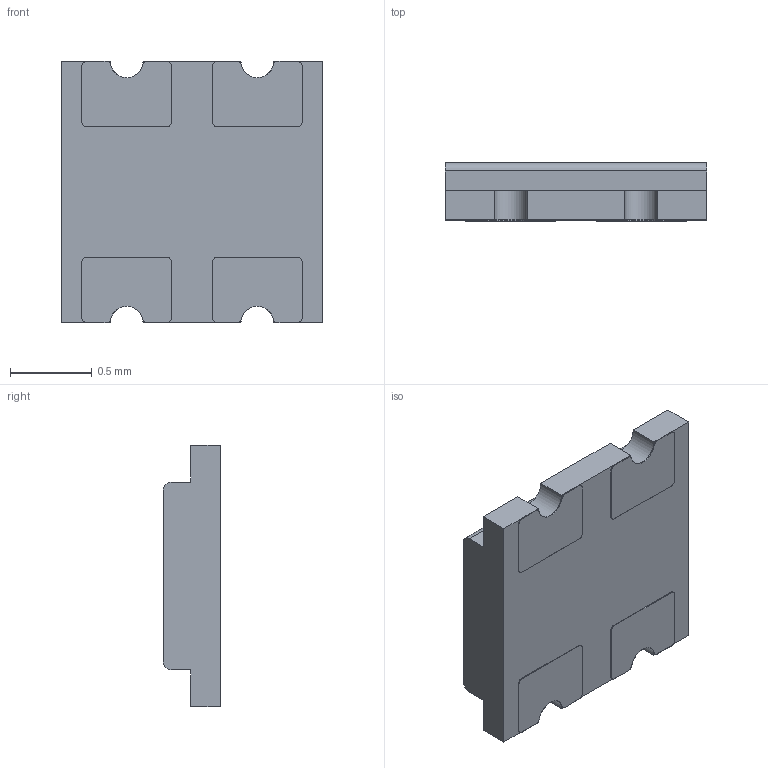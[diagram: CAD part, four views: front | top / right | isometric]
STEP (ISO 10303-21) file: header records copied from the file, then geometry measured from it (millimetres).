
FILE_DESCRIPTION(/* description */ (''),/* implementation_level */ '2;1');
FILE_NAME(/* name */ 'RGB LED - LTST-C19HE1WT.step',/* time_stamp */ '2017-05-18T11:56:31+10:00',/* author */ (''),/* organization */ (''),/* preprocessor_version */ 'ST-DEVELOPER v16.13',/* originating_system */ 'Autodesk Translation Framework v6.1.1.50',/* authorisation */ '');
FILE_SCHEMA (('AUTOMOTIVE_DESIGN { 1 0 10303 214 3 1 1 }'));
Length unit declared in the file: millimetre
Products named in the file (1): RGB LED - LTST-C19HE1WT v2
Bounding box: 1.6 x 0.35 x 1.6 mm (x, y, z)
Volume: 0.8 mm3; surface area: 9.2 mm2
Topology: 8 solids, 8 shells, 94 faces, 234 edges, 156 vertices
Faces by surface type: plane 60, cylinder 34
Entity records: 2835 total; most frequent: DIRECTION 492, CARTESIAN_POINT 485, ORIENTED_EDGE 468, EDGE_CURVE 234, LINE 166, VECTOR 166, AXIS2_PLACEMENT_3D 163, VERTEX_POINT 156
